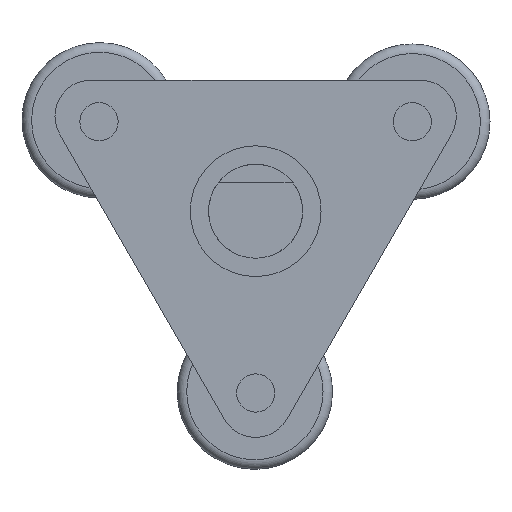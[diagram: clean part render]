
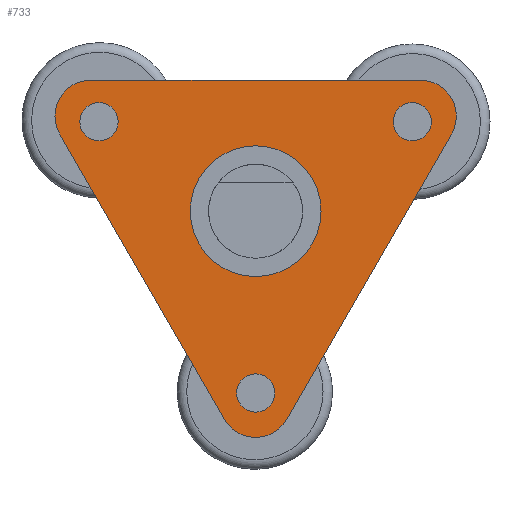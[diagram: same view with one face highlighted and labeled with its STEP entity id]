
A CAD part, front view. The second image highlights one B-rep face of the part: STEP entity #733.
In plain terms, the highlighted planar face has unit normal (0, -1, 0).
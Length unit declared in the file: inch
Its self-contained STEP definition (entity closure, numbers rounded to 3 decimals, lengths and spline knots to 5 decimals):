
#17=FACE_BOUND('',#247,.T.);
#18=FACE_BOUND('',#248,.T.);
#19=FACE_BOUND('',#249,.T.);
#20=FACE_BOUND('',#250,.T.);
#46=PLANE('',#855);
#84=LINE('',#1296,#126);
#85=LINE('',#1299,#127);
#86=LINE('',#1300,#128);
#126=VECTOR('',#1069,39.37008);
#127=VECTOR('',#1072,39.37008);
#128=VECTOR('',#1073,39.37008);
#194=FACE_OUTER_BOUND('',#246,.T.);
#246=EDGE_LOOP('',(#614,#615,#616,#617,#618,#619));
#247=EDGE_LOOP('',(#620));
#248=EDGE_LOOP('',(#621));
#249=EDGE_LOOP('',(#622));
#250=EDGE_LOOP('',(#623));
#307=CIRCLE('',#821,0.2735);
#321=CIRCLE('',#842,0.08);
#323=CIRCLE('',#845,0.08);
#325=CIRCLE('',#848,0.08);
#327=CIRCLE('',#851,0.15);
#330=CIRCLE('',#856,0.15);
#331=CIRCLE('',#857,0.15);
#360=VERTEX_POINT('',#1212);
#376=VERTEX_POINT('',#1257);
#378=VERTEX_POINT('',#1263);
#380=VERTEX_POINT('',#1269);
#383=VERTEX_POINT('',#1276);
#384=VERTEX_POINT('',#1278);
#389=VERTEX_POINT('',#1292);
#390=VERTEX_POINT('',#1293);
#391=VERTEX_POINT('',#1295);
#392=VERTEX_POINT('',#1297);
#437=EDGE_CURVE('',#360,#360,#307,.T.);
#459=EDGE_CURVE('',#376,#376,#321,.T.);
#462=EDGE_CURVE('',#378,#378,#323,.T.);
#465=EDGE_CURVE('',#380,#380,#325,.T.);
#468=EDGE_CURVE('',#383,#384,#327,.T.);
#475=EDGE_CURVE('',#389,#390,#330,.T.);
#476=EDGE_CURVE('',#391,#389,#84,.T.);
#477=EDGE_CURVE('',#392,#391,#331,.T.);
#478=EDGE_CURVE('',#384,#392,#85,.T.);
#479=EDGE_CURVE('',#390,#383,#86,.T.);
#614=ORIENTED_EDGE('',*,*,#475,.F.);
#615=ORIENTED_EDGE('',*,*,#476,.F.);
#616=ORIENTED_EDGE('',*,*,#477,.F.);
#617=ORIENTED_EDGE('',*,*,#478,.F.);
#618=ORIENTED_EDGE('',*,*,#468,.F.);
#619=ORIENTED_EDGE('',*,*,#479,.F.);
#620=ORIENTED_EDGE('',*,*,#465,.T.);
#621=ORIENTED_EDGE('',*,*,#459,.T.);
#622=ORIENTED_EDGE('',*,*,#437,.F.);
#623=ORIENTED_EDGE('',*,*,#462,.T.);
#733=ADVANCED_FACE('',(#194,#17,#18,#19,#20),#46,.T.);
#821=AXIS2_PLACEMENT_3D('',#1214,#982,#983);
#842=AXIS2_PLACEMENT_3D('',#1259,#1032,#1033);
#845=AXIS2_PLACEMENT_3D('',#1265,#1039,#1040);
#848=AXIS2_PLACEMENT_3D('',#1271,#1046,#1047);
#851=AXIS2_PLACEMENT_3D('',#1279,#1053,#1054);
#855=AXIS2_PLACEMENT_3D('',#1291,#1065,#1066);
#856=AXIS2_PLACEMENT_3D('',#1294,#1067,#1068);
#857=AXIS2_PLACEMENT_3D('',#1298,#1070,#1071);
#982=DIRECTION('center_axis',(0.,-1.,0.));
#983=DIRECTION('ref_axis',(0.,0.,-1.));
#1032=DIRECTION('center_axis',(0.,1.,0.));
#1033=DIRECTION('ref_axis',(0.,0.,1.));
#1039=DIRECTION('center_axis',(0.,1.,0.));
#1040=DIRECTION('ref_axis',(0.,0.,1.));
#1046=DIRECTION('center_axis',(0.,1.,0.));
#1047=DIRECTION('ref_axis',(0.,0.,1.));
#1053=DIRECTION('center_axis',(0.,1.,0.));
#1054=DIRECTION('ref_axis',(0.,0.,-1.));
#1065=DIRECTION('center_axis',(0.,-1.,0.));
#1066=DIRECTION('ref_axis',(0.,0.,-1.));
#1067=DIRECTION('center_axis',(0.,1.,0.));
#1068=DIRECTION('ref_axis',(0.,0.,-1.));
#1069=DIRECTION('',(1.,0.,0.));
#1070=DIRECTION('center_axis',(0.,1.,0.));
#1071=DIRECTION('ref_axis',(0.,0.,-1.));
#1072=DIRECTION('',(-0.5,0.,0.866));
#1073=DIRECTION('',(-0.5,0.,-0.866));
#1212=CARTESIAN_POINT('',(0.,0.,0.2735));
#1214=CARTESIAN_POINT('Origin',(0.,0.,0.));
#1257=CARTESIAN_POINT('',(-0.655,0.,0.45449));
#1259=CARTESIAN_POINT('Origin',(-0.655,0.,0.37449));
#1263=CARTESIAN_POINT('',(0.655,0.,0.45449));
#1265=CARTESIAN_POINT('Origin',(0.655,0.,0.37449));
#1269=CARTESIAN_POINT('',(0.,0.,-0.68));
#1271=CARTESIAN_POINT('Origin',(0.,0.,-0.76));
#1276=CARTESIAN_POINT('',(0.1299,0.,-0.87071));
#1278=CARTESIAN_POINT('',(-0.1299,0.,-0.87071));
#1279=CARTESIAN_POINT('Origin',(0.,0.,-0.79571));
#1291=CARTESIAN_POINT('Origin',(0.68911,0.,0.39786));
#1292=CARTESIAN_POINT('',(0.68911,0.,0.54786));
#1293=CARTESIAN_POINT('',(0.81901,0.,0.32286));
#1294=CARTESIAN_POINT('Origin',(0.68911,0.,0.39786));
#1295=CARTESIAN_POINT('',(-0.68911,0.,0.54786));
#1296=CARTESIAN_POINT('',(-0.68911,0.,0.54786));
#1297=CARTESIAN_POINT('',(-0.81901,0.,0.32286));
#1298=CARTESIAN_POINT('Origin',(-0.68911,0.,0.39786));
#1299=CARTESIAN_POINT('',(-0.1299,0.,-0.87071));
#1300=CARTESIAN_POINT('',(0.81901,0.,0.32286));
